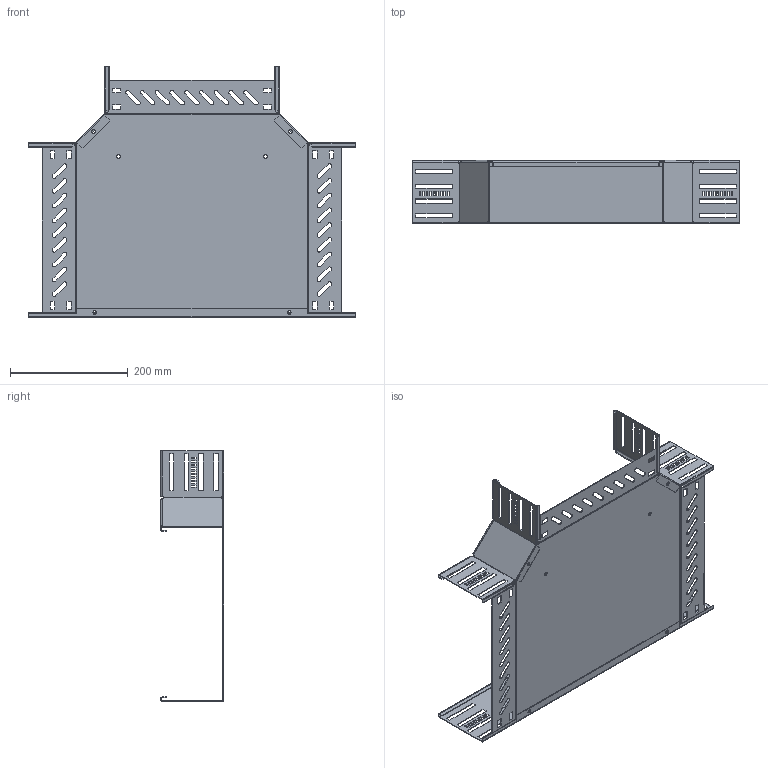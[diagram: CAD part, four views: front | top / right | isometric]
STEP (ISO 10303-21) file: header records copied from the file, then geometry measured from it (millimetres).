
FILE_DESCRIPTION (( 'STEP AP214' ), '1' );
FILE_NAME ('6038306.STEP', '2024-05-24T11:29:36', ( '' ), ( '' ), 'SwSTEP 2.0', 'SolidWorks 2022', '' );
FILE_SCHEMA (( 'AUTOMOTIVE_DESIGN' ));
Length unit declared in the file: millimetre
Products named in the file (4): 172072_300; 167655_110x90°; 181552_300; 6038306
Assembly tree (4 placements, depth 2):
  6038306
    172072_300
    167655_110x90°  x2
    181552_300
Bounding box: 554 x 107 x 424.99 mm (x, y, z)
Volume: 319482.1 mm3; surface area: 594477.8 mm2
Topology: 4 solids, 4 shells, 929 faces, 2571 edges, 1650 vertices
Faces by surface type: plane 596, cylinder 317, bspline 16
Entity records: 24936 total; most frequent: CARTESIAN_POINT 4375, ORIENTED_EDGE 3914, DIRECTION 3771, EDGE_CURVE 1957, VECTOR 1423, LINE 1423, VERTEX_POINT 1262, AXIS2_PLACEMENT_3D 1174
